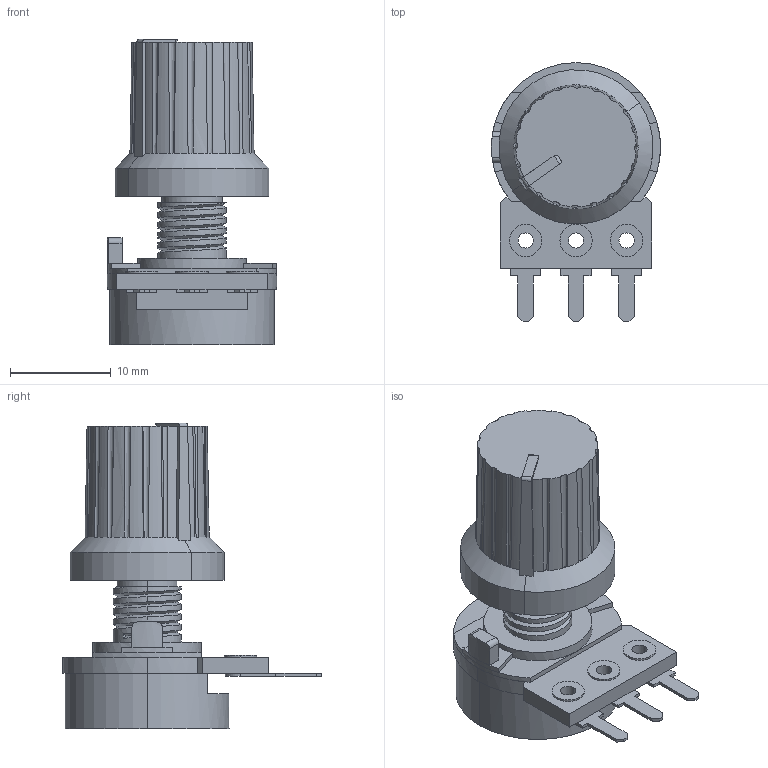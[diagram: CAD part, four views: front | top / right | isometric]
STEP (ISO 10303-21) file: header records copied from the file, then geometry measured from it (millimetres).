
FILE_DESCRIPTION (( 'STEP AP203' ), '1' );
FILE_NAME ('VEN.RES.00.29.STEP', '2020-04-30T19:00:35', ( '' ), ( '' ), 'SwSTEP 2.0', 'SolidWorks 2018', '' );
FILE_SCHEMA (( 'CONFIG_CONTROL_DESIGN' ));
Length unit declared in the file: metre
Products named in the file (3): Turn Knob; VEN.RES.00.29; Potentiometer
Assembly tree (2 placements, depth 2):
  VEN.RES.00.29
    Potentiometer
    Turn Knob
Bounding box: 16.75 x 25.64 x 30.31 mm (x, y, z)
Volume: 3395.3 mm3; surface area: 3065.1 mm2
Topology: 2 solids, 2 shells, 295 faces, 790 edges, 506 vertices
Faces by surface type: plane 193, cylinder 48, cone 47, bspline 7
Entity records: 10143 total; most frequent: CARTESIAN_POINT 2525, ORIENTED_EDGE 1580, DIRECTION 1508, EDGE_CURVE 790, AXIS2_PLACEMENT_3D 536, VERTEX_POINT 506, VECTOR 436, LINE 436
